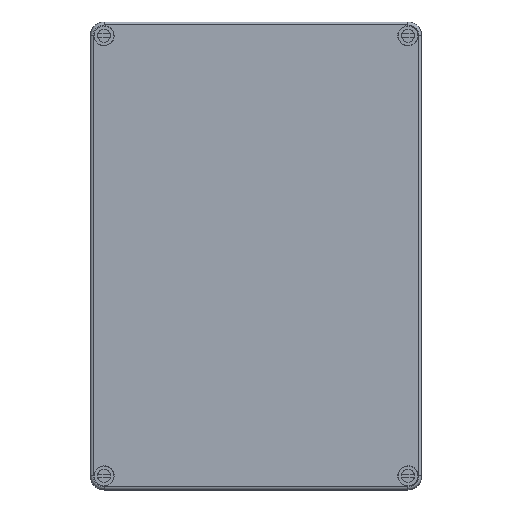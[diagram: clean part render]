
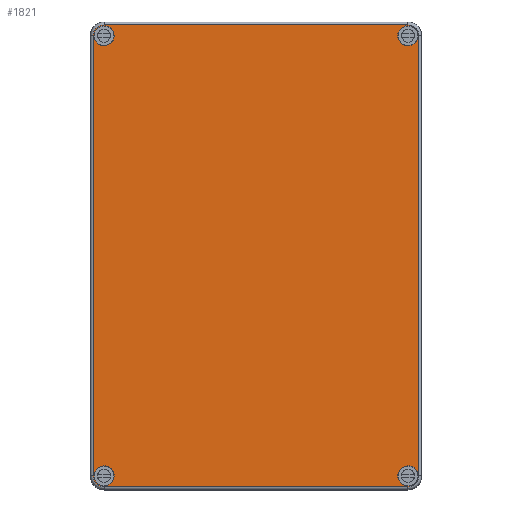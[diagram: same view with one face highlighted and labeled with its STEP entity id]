
A CAD part, top view. The second image highlights one B-rep face of the part: STEP entity #1821.
In plain terms, the highlighted planar face has unit normal (0, 0, 1).
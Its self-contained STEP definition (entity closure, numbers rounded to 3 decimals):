
#1821 = ADVANCED_FACE( '', ( #3795, #3796, #3797, #3798, #3799 ), #3800, .T. );
#3795 = FACE_OUTER_BOUND( '', #5784, .T. );
#3796 = FACE_BOUND( '', #5785, .T. );
#3797 = FACE_BOUND( '', #5786, .T. );
#3798 = FACE_BOUND( '', #5787, .T. );
#3799 = FACE_BOUND( '', #5788, .T. );
#3800 = PLANE( '', #5789 );
#5784 = EDGE_LOOP( '', ( #10731, #10732, #10733, #10734, #10735, #10736, #10737, #10738 ) );
#5785 = EDGE_LOOP( '', ( #10739 ) );
#5786 = EDGE_LOOP( '', ( #10740 ) );
#5787 = EDGE_LOOP( '', ( #10741 ) );
#5788 = EDGE_LOOP( '', ( #10742 ) );
#5789 = AXIS2_PLACEMENT_3D( '', #10743, #10744, #10745 );
#10731 = ORIENTED_EDGE( '', *, *, #11603, .F. );
#10732 = ORIENTED_EDGE( '', *, *, #11549, .F. );
#10733 = ORIENTED_EDGE( '', *, *, #12839, .T. );
#10734 = ORIENTED_EDGE( '', *, *, #12812, .F. );
#10735 = ORIENTED_EDGE( '', *, *, #12877, .T. );
#10736 = ORIENTED_EDGE( '', *, *, #12900, .T. );
#10737 = ORIENTED_EDGE( '', *, *, #13091, .F. );
#10738 = ORIENTED_EDGE( '', *, *, #11316, .T. );
#10739 = ORIENTED_EDGE( '', *, *, #11322, .T. );
#10740 = ORIENTED_EDGE( '', *, *, #11977, .T. );
#10741 = ORIENTED_EDGE( '', *, *, #12924, .T. );
#10742 = ORIENTED_EDGE( '', *, *, #12958, .T. );
#10743 = CARTESIAN_POINT( '', ( 0., 0., 39. ) );
#10744 = DIRECTION( '', ( 0., 0., 1. ) );
#10745 = DIRECTION( '', ( 1., 0., 0. ) );
#11316 = EDGE_CURVE( '', #13462, #13460, #13463, .T. );
#11322 = EDGE_CURVE( '', #13471, #13471, #13472, .T. );
#11549 = EDGE_CURVE( '', #13873, #13869, #13875, .T. );
#11603 = EDGE_CURVE( '', #13869, #13460, #13966, .T. );
#11977 = EDGE_CURVE( '', #14578, #14578, #14579, .T. );
#12812 = EDGE_CURVE( '', #15751, #15752, #15753, .T. );
#12839 = EDGE_CURVE( '', #13873, #15752, #15781, .T. );
#12877 = EDGE_CURVE( '', #15751, #15824, #15826, .T. );
#12900 = EDGE_CURVE( '', #15824, #15849, #15851, .T. );
#12924 = EDGE_CURVE( '', #15876, #15876, #15877, .T. );
#12958 = EDGE_CURVE( '', #15916, #15916, #15917, .T. );
#13091 = EDGE_CURVE( '', #13462, #15849, #16065, .T. );
#13460 = VERTEX_POINT( '', #16584 );
#13462 = VERTEX_POINT( '', #16586 );
#13463 = LINE( '', #16587, #16588 );
#13471 = VERTEX_POINT( '', #16596 );
#13472 = CIRCLE( '', #16597, 5.5 );
#13869 = VERTEX_POINT( '', #17114 );
#13873 = VERTEX_POINT( '', #17119 );
#13875 = LINE( '', #17121, #17122 );
#13966 = CIRCLE( '', #17234, 5.869 );
#14578 = VERTEX_POINT( '', #18061 );
#14579 = CIRCLE( '', #18062, 5.5 );
#15751 = VERTEX_POINT( '', #19674 );
#15752 = VERTEX_POINT( '', #19675 );
#15753 = LINE( '', #19676, #19677 );
#15781 = CIRCLE( '', #19716, 5.869 );
#15824 = VERTEX_POINT( '', #19774 );
#15826 = CIRCLE( '', #19776, 5.869 );
#15849 = VERTEX_POINT( '', #19804 );
#15851 = LINE( '', #19806, #19807 );
#15876 = VERTEX_POINT( '', #19837 );
#15877 = CIRCLE( '', #19838, 5.5 );
#15916 = VERTEX_POINT( '', #19886 );
#15917 = CIRCLE( '', #19887, 5.5 );
#16065 = CIRCLE( '', #20075, 5.869 );
#16584 = CARTESIAN_POINT( '', ( -88.369, -119.5, 39. ) );
#16586 = CARTESIAN_POINT( '', ( -88.369, 119.5, 39. ) );
#16587 = CARTESIAN_POINT( '', ( -88.369, 150., 39. ) );
#16588 = VECTOR( '', #20357, 1000. );
#16596 = CARTESIAN_POINT( '', ( -88., -119.5, 39. ) );
#16597 = AXIS2_PLACEMENT_3D( '', #20370, #20371, #20372 );
#17114 = CARTESIAN_POINT( '', ( -82.5, -125.369, 39. ) );
#17119 = CARTESIAN_POINT( '', ( 82.5, -125.369, 39. ) );
#17121 = CARTESIAN_POINT( '', ( 100., -125.369, 39. ) );
#17122 = VECTOR( '', #20698, 1000. );
#17234 = AXIS2_PLACEMENT_3D( '', #20774, #20775, #20776 );
#18061 = CARTESIAN_POINT( '', ( 77., -119.5, 39. ) );
#18062 = AXIS2_PLACEMENT_3D( '', #21251, #21252, #21253 );
#19674 = CARTESIAN_POINT( '', ( 88.369, 119.5, 39. ) );
#19675 = CARTESIAN_POINT( '', ( 88.369, -119.5, 39. ) );
#19676 = CARTESIAN_POINT( '', ( 88.369, 150., 39. ) );
#19677 = VECTOR( '', #22240, 1000. );
#19716 = AXIS2_PLACEMENT_3D( '', #22264, #22265, #22266 );
#19774 = CARTESIAN_POINT( '', ( 82.5, 125.369, 39. ) );
#19776 = AXIS2_PLACEMENT_3D( '', #22300, #22301, #22302 );
#19804 = CARTESIAN_POINT( '', ( -82.5, 125.369, 39. ) );
#19806 = CARTESIAN_POINT( '', ( 100., 125.369, 39. ) );
#19807 = VECTOR( '', #22317, 1000. );
#19837 = CARTESIAN_POINT( '', ( -88., 119.5, 39. ) );
#19838 = AXIS2_PLACEMENT_3D( '', #22341, #22342, #22343 );
#19886 = CARTESIAN_POINT( '', ( 77., 119.5, 39. ) );
#19887 = AXIS2_PLACEMENT_3D( '', #22365, #22366, #22367 );
#20075 = AXIS2_PLACEMENT_3D( '', #22471, #22472, #22473 );
#20357 = DIRECTION( '', ( 0., -1., 0. ) );
#20370 = CARTESIAN_POINT( '', ( -82.5, -119.5, 39. ) );
#20371 = DIRECTION( '', ( 0., 0., -1. ) );
#20372 = DIRECTION( '', ( -1., 0., 0. ) );
#20698 = DIRECTION( '', ( -1., 0., 0. ) );
#20774 = CARTESIAN_POINT( '', ( -82.5, -119.5, 39. ) );
#20775 = DIRECTION( '', ( 0., 0., -1. ) );
#20776 = DIRECTION( '', ( -1., 0., 0. ) );
#21251 = CARTESIAN_POINT( '', ( 82.5, -119.5, 39. ) );
#21252 = DIRECTION( '', ( 0., 0., -1. ) );
#21253 = DIRECTION( '', ( -1., 0., 0. ) );
#22240 = DIRECTION( '', ( 0., -1., 0. ) );
#22264 = CARTESIAN_POINT( '', ( 82.5, -119.5, 39. ) );
#22265 = DIRECTION( '', ( 0., 0., 1. ) );
#22266 = DIRECTION( '', ( 1., 0., 0. ) );
#22300 = CARTESIAN_POINT( '', ( 82.5, 119.5, 39. ) );
#22301 = DIRECTION( '', ( 0., 0., 1. ) );
#22302 = DIRECTION( '', ( 1., 0., 0. ) );
#22317 = DIRECTION( '', ( -1., 0., 0. ) );
#22341 = CARTESIAN_POINT( '', ( -82.5, 119.5, 39. ) );
#22342 = DIRECTION( '', ( 0., 0., -1. ) );
#22343 = DIRECTION( '', ( -1., 0., 0. ) );
#22365 = CARTESIAN_POINT( '', ( 82.5, 119.5, 39. ) );
#22366 = DIRECTION( '', ( 0., 0., -1. ) );
#22367 = DIRECTION( '', ( -1., 0., 0. ) );
#22471 = CARTESIAN_POINT( '', ( -82.5, 119.5, 39. ) );
#22472 = DIRECTION( '', ( 0., 0., -1. ) );
#22473 = DIRECTION( '', ( -1., 0., 0. ) );
